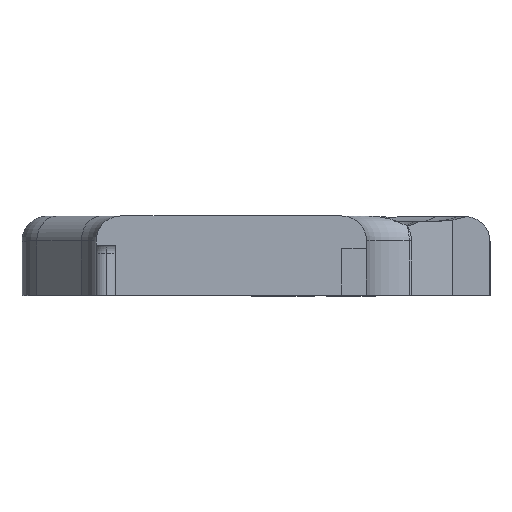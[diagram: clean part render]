
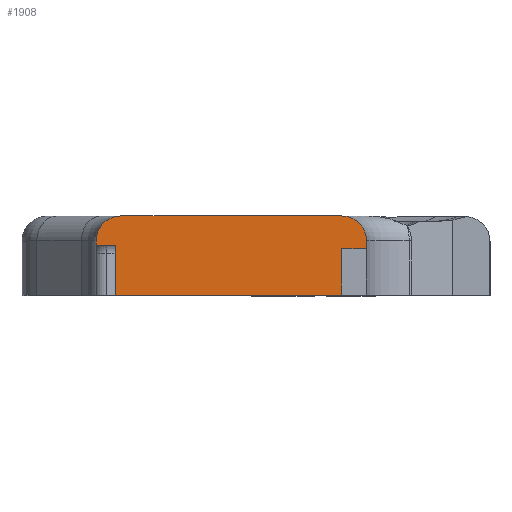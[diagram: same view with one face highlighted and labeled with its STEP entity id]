
A CAD part, top view. The second image highlights one B-rep face of the part: STEP entity #1908.
In plain terms, the highlighted planar face has unit normal (0, 0, 1).
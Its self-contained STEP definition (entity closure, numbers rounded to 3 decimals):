
#22 = EDGE_CURVE ( 'NONE', #1188, #4016, #3630, .T. ) ;
#30 = EDGE_CURVE ( 'NONE', #4016, #1140, #3003, .T. ) ;
#183 = VECTOR ( 'NONE', #7220, 1000. ) ;
#204 = DIRECTION ( 'NONE',  ( -1., 0., 0. ) ) ;
#275 = PLANE ( 'NONE',  #3457 ) ;
#372 = VERTEX_POINT ( 'NONE', #1779 ) ;
#416 = CARTESIAN_POINT ( 'NONE',  ( 17.33, -2., 53.79 ) ) ;
#599 = CARTESIAN_POINT ( 'NONE',  ( -32.33, -2., 53.79 ) ) ;
#792 = CARTESIAN_POINT ( 'NONE',  ( 17.33, -13., 53.79 ) ) ;
#1140 = VERTEX_POINT ( 'NONE', #792 ) ;
#1141 = EDGE_CURVE ( 'NONE', #6364, #2463, #1380, .T. ) ;
#1180 = DIRECTION ( 'NONE',  ( 1., 0., 0. ) ) ;
#1188 = VERTEX_POINT ( 'NONE', #4846 ) ;
#1198 = CARTESIAN_POINT ( 'NONE',  ( 22.33, -2., 53.79 ) ) ;
#1380 = LINE ( 'NONE', #6392, #6872 ) ;
#1409 = CARTESIAN_POINT ( 'NONE',  ( 0., -3.62, 53.79 ) ) ;
#1442 = CARTESIAN_POINT ( 'NONE',  ( 17.33, -3.62, 53.79 ) ) ;
#1475 = EDGE_CURVE ( 'NONE', #1904, #372, #6709, .T. ) ;
#1570 = EDGE_CURVE ( 'NONE', #4270, #1904, #2038, .T. ) ;
#1579 = ORIENTED_EDGE ( 'NONE', *, *, #2343, .T. ) ;
#1608 = ORIENTED_EDGE ( 'NONE', *, *, #1141, .T. ) ;
#1779 = CARTESIAN_POINT ( 'NONE',  ( -32.33, -3., 53.79 ) ) ;
#1817 = DIRECTION ( 'NONE',  ( 0., 0., 1. ) ) ;
#1874 = LINE ( 'NONE', #4099, #4827 ) ;
#1904 = VERTEX_POINT ( 'NONE', #599 ) ;
#1908 = ADVANCED_FACE ( 'NONE', ( #2926 ), #275, .F. ) ;
#1997 = DIRECTION ( 'NONE',  ( -1., 0., 0. ) ) ;
#2038 = CIRCLE ( 'NONE', #2871, 5. ) ;
#2092 = DIRECTION ( 'NONE',  ( -1., 0., 0. ) ) ;
#2127 = EDGE_CURVE ( 'NONE', #4002, #2398, #6881, .T. ) ;
#2239 = EDGE_CURVE ( 'NONE', #4270, #2398, #2839, .T. ) ;
#2343 = EDGE_CURVE ( 'NONE', #372, #6364, #3020, .T. ) ;
#2396 = VECTOR ( 'NONE', #1997, 1000. ) ;
#2398 = VERTEX_POINT ( 'NONE', #6338 ) ;
#2463 = VERTEX_POINT ( 'NONE', #6149 ) ;
#2568 = ORIENTED_EDGE ( 'NONE', *, *, #1570, .T. ) ;
#2657 = DIRECTION ( 'NONE',  ( 0., 0., 1. ) ) ;
#2699 = ORIENTED_EDGE ( 'NONE', *, *, #4772, .F. ) ;
#2839 = LINE ( 'NONE', #5526, #183 ) ;
#2871 = AXIS2_PLACEMENT_3D ( 'NONE', #6866, #1817, #6343 ) ;
#2926 = FACE_OUTER_BOUND ( 'NONE', #6367, .T. ) ;
#2934 = CARTESIAN_POINT ( 'NONE',  ( -28.33, -3., 53.79 ) ) ;
#3003 = LINE ( 'NONE', #5951, #6032 ) ;
#3020 = LINE ( 'NONE', #4027, #5468 ) ;
#3148 = ORIENTED_EDGE ( 'NONE', *, *, #1475, .T. ) ;
#3457 = AXIS2_PLACEMENT_3D ( 'NONE', #6937, #5176, #204 ) ;
#3630 = LINE ( 'NONE', #1409, #2396 ) ;
#3685 = ORIENTED_EDGE ( 'NONE', *, *, #30, .F. ) ;
#3882 = VECTOR ( 'NONE', #7196, 1000. ) ;
#3886 = ORIENTED_EDGE ( 'NONE', *, *, #22, .F. ) ;
#3921 = CARTESIAN_POINT ( 'NONE',  ( -32.33, 3., 53.79 ) ) ;
#4002 = VERTEX_POINT ( 'NONE', #1198 ) ;
#4016 = VERTEX_POINT ( 'NONE', #1442 ) ;
#4027 = CARTESIAN_POINT ( 'NONE',  ( 0., -3., 53.79 ) ) ;
#4056 = VECTOR ( 'NONE', #5212, 1000. ) ;
#4099 = CARTESIAN_POINT ( 'NONE',  ( -32.33, -13., 53.79 ) ) ;
#4220 = ORIENTED_EDGE ( 'NONE', *, *, #2127, .T. ) ;
#4259 = LINE ( 'NONE', #6598, #3882 ) ;
#4270 = VERTEX_POINT ( 'NONE', #6817 ) ;
#4772 = EDGE_CURVE ( 'NONE', #4002, #1188, #4259, .T. ) ;
#4827 = VECTOR ( 'NONE', #1180, 1000. ) ;
#4846 = CARTESIAN_POINT ( 'NONE',  ( 22.33, -3.62, 53.79 ) ) ;
#5176 = DIRECTION ( 'NONE',  ( 0., 0., -1. ) ) ;
#5212 = DIRECTION ( 'NONE',  ( 0., -1., 0. ) ) ;
#5257 = DIRECTION ( 'NONE',  ( 0., -1., 0. ) ) ;
#5273 = DIRECTION ( 'NONE',  ( 1., 0., 0. ) ) ;
#5468 = VECTOR ( 'NONE', #5273, 1000. ) ;
#5526 = CARTESIAN_POINT ( 'NONE',  ( -32.33, 3., 53.79 ) ) ;
#5846 = DIRECTION ( 'NONE',  ( 0., -1., 0. ) ) ;
#5951 = CARTESIAN_POINT ( 'NONE',  ( 17.33, -3.62, 53.79 ) ) ;
#6032 = VECTOR ( 'NONE', #5846, 1000. ) ;
#6107 = EDGE_CURVE ( 'NONE', #2463, #1140, #1874, .T. ) ;
#6149 = CARTESIAN_POINT ( 'NONE',  ( -28.33, -13., 53.79 ) ) ;
#6174 = AXIS2_PLACEMENT_3D ( 'NONE', #416, #2657, #2092 ) ;
#6338 = CARTESIAN_POINT ( 'NONE',  ( 17.33, 3., 53.79 ) ) ;
#6343 = DIRECTION ( 'NONE',  ( -1., 0., 0. ) ) ;
#6364 = VERTEX_POINT ( 'NONE', #2934 ) ;
#6367 = EDGE_LOOP ( 'NONE', ( #1608, #6659, #3685, #3886, #2699, #4220, #7278, #2568, #3148, #1579 ) ) ;
#6392 = CARTESIAN_POINT ( 'NONE',  ( -28.33, -3., 53.79 ) ) ;
#6598 = CARTESIAN_POINT ( 'NONE',  ( 22.33, 3., 53.79 ) ) ;
#6659 = ORIENTED_EDGE ( 'NONE', *, *, #6107, .T. ) ;
#6709 = LINE ( 'NONE', #3921, #4056 ) ;
#6817 = CARTESIAN_POINT ( 'NONE',  ( -27.33, 3., 53.79 ) ) ;
#6866 = CARTESIAN_POINT ( 'NONE',  ( -27.33, -2., 53.79 ) ) ;
#6872 = VECTOR ( 'NONE', #5257, 1000. ) ;
#6881 = CIRCLE ( 'NONE', #6174, 5. ) ;
#6937 = CARTESIAN_POINT ( 'NONE',  ( -32.33, 3., 53.79 ) ) ;
#7196 = DIRECTION ( 'NONE',  ( 0., -1., 0. ) ) ;
#7220 = DIRECTION ( 'NONE',  ( 1., 0., 0. ) ) ;
#7278 = ORIENTED_EDGE ( 'NONE', *, *, #2239, .F. ) ;
